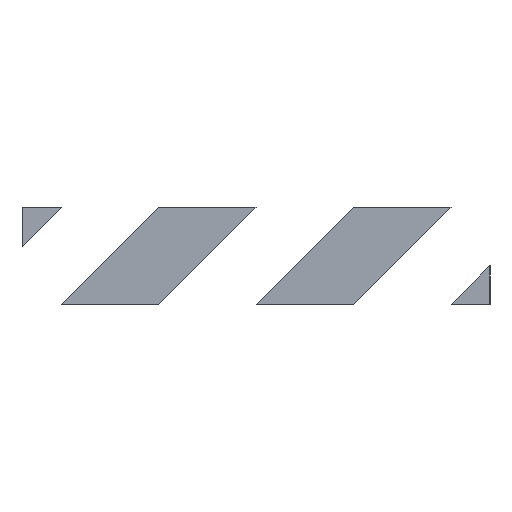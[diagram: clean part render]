
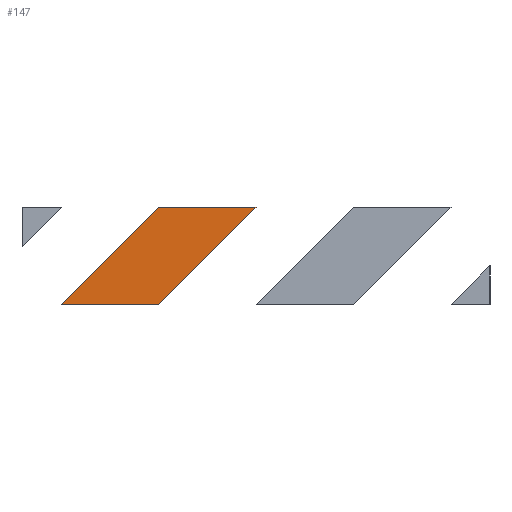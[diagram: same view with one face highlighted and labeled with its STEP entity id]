
A CAD part, left-side view. The second image highlights one B-rep face of the part: STEP entity #147.
In plain terms, the highlighted planar face has unit normal (-1, 0, 0).
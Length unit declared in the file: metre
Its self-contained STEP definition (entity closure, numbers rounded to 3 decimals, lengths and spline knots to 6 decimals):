
#147 = ADVANCED_FACE( '', ( #302 ), #303, .T. );
#302 = FACE_OUTER_BOUND( '', #476, .T. );
#303 = PLANE( '', #477 );
#476 = EDGE_LOOP( '', ( #716, #717, #718, #719 ) );
#477 = AXIS2_PLACEMENT_3D( '', #720, #721, #722 );
#716 = ORIENTED_EDGE( '', *, *, #968, .T. );
#717 = ORIENTED_EDGE( '', *, *, #971, .F. );
#718 = ORIENTED_EDGE( '', *, *, #972, .F. );
#719 = ORIENTED_EDGE( '', *, *, #973, .T. );
#720 = CARTESIAN_POINT( '', ( -0.73787, -3.446186, 0.800578 ) );
#721 = DIRECTION( '', ( -1., 0., 0. ) );
#722 = DIRECTION( '', ( 0., 1., 0. ) );
#968 = EDGE_CURVE( '', #1143, #1141, #1144, .T. );
#971 = EDGE_CURVE( '', #1147, #1141, #1148, .T. );
#972 = EDGE_CURVE( '', #1149, #1147, #1150, .T. );
#973 = EDGE_CURVE( '', #1149, #1143, #1151, .T. );
#1141 = VERTEX_POINT( '', #1384 );
#1143 = VERTEX_POINT( '', #1387 );
#1144 = LINE( '', #1388, #1389 );
#1147 = VERTEX_POINT( '', #1393 );
#1148 = LINE( '', #1394, #1395 );
#1149 = VERTEX_POINT( '', #1396 );
#1150 = LINE( '', #1397, #1398 );
#1151 = LINE( '', #1399, #1400 );
#1384 = CARTESIAN_POINT( '', ( -0.73787, -3.319186, 0.864078 ) );
#1387 = CARTESIAN_POINT( '', ( -0.73787, -3.446186, 0.864078 ) );
#1388 = CARTESIAN_POINT( '', ( -0.73787, -3.382686, 0.864078 ) );
#1389 = VECTOR( '', #1526, 1. );
#1393 = CARTESIAN_POINT( '', ( -0.73787, -3.192186, 0.737078 ) );
#1394 = CARTESIAN_POINT( '', ( -0.73787, -3.255686, 0.800578 ) );
#1395 = VECTOR( '', #1528, 1. );
#1396 = CARTESIAN_POINT( '', ( -0.73787, -3.319186, 0.737078 ) );
#1397 = CARTESIAN_POINT( '', ( -0.73787, -3.255686, 0.737078 ) );
#1398 = VECTOR( '', #1529, 1. );
#1399 = CARTESIAN_POINT( '', ( -0.73787, -3.382686, 0.800578 ) );
#1400 = VECTOR( '', #1530, 1. );
#1526 = DIRECTION( '', ( 0., 1., 0. ) );
#1528 = DIRECTION( '', ( 0., -0.707, 0.707 ) );
#1529 = DIRECTION( '', ( 0., 1., 0. ) );
#1530 = DIRECTION( '', ( 0., -0.707, 0.707 ) );
